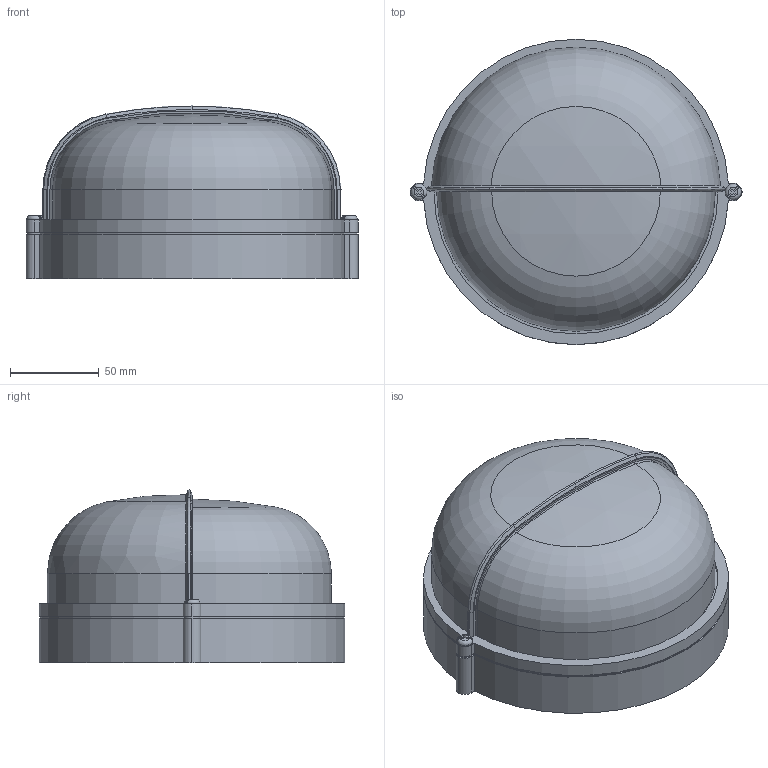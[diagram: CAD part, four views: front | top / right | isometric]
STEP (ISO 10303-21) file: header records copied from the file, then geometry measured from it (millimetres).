
FILE_DESCRIPTION (( 'STEP AP214' ), '1' );
FILE_NAME ('LNPP0-1303-1-060-K02 Ñâåòèëüíèê ÍÏÏ1303 ÷åðíûé_êðóã ï_ñôåðà 60Âò IP54 ÈÝÊ.STEP', '2017-06-23T07:58:28', ( '' ), ( '' ), 'SwSTEP 2.0', 'SolidWorks 2014', '' );
FILE_SCHEMA (( 'AUTOMOTIVE_DESIGN' ));
Length unit declared in the file: millimetre
Products named in the file (1): LNPP0-1303-1-060-K02 Ñâåòèëüíèê ÍÏÏ1303 ÷åðíûé_êðóã ï_ñôåðà 60Âò IP54  ÈÝÊ
Bounding box: 187 x 172 x 97.48 mm (x, y, z)
Volume: 1564180.9 mm3; surface area: 132939.3 mm2
Topology: 1 solids, 1 shells, 139 faces, 337 edges, 215 vertices
Faces by surface type: plane 61, cylinder 47, torus 20, cone 7, sphere 4
Entity records: 4269 total; most frequent: CARTESIAN_POINT 880, DIRECTION 749, ORIENTED_EDGE 674, EDGE_CURVE 337, AXIS2_PLACEMENT_3D 296, VERTEX_POINT 215, VECTOR 157, LINE 157
